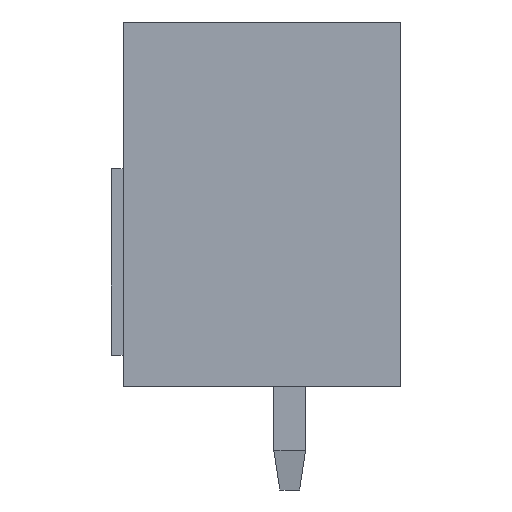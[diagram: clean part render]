
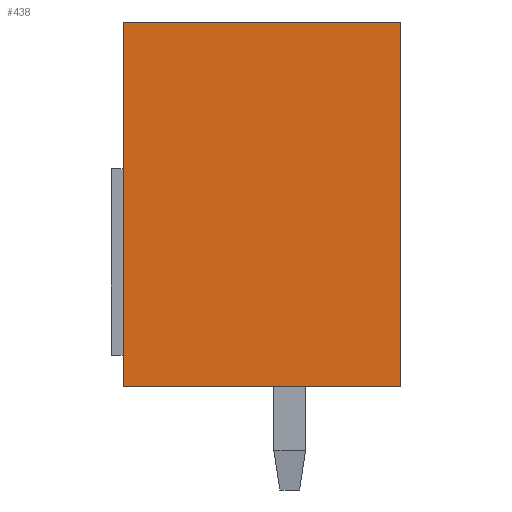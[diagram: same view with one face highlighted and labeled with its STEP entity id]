
A CAD part, left-side view. The second image highlights one B-rep face of the part: STEP entity #438.
In plain terms, the highlighted planar face has unit normal (-1, 0, 0).
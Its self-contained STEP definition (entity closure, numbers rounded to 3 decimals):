
#438 = ADVANCED_FACE( '', ( #1003 ), #1004, .T. );
#1003 = FACE_OUTER_BOUND( '', #1698, .T. );
#1004 = PLANE( '', #1699 );
#1698 = EDGE_LOOP( '', ( #2893, #2894, #2895, #2896 ) );
#1699 = AXIS2_PLACEMENT_3D( '', #2897, #2898, #2899 );
#2893 = ORIENTED_EDGE( '', *, *, #4459, .F. );
#2894 = ORIENTED_EDGE( '', *, *, #4434, .F. );
#2895 = ORIENTED_EDGE( '', *, *, #4460, .T. );
#2896 = ORIENTED_EDGE( '', *, *, #4461, .T. );
#2897 = CARTESIAN_POINT( '', ( 0., 7., 9.2 ) );
#2898 = DIRECTION( '', ( -1., 0., 0. ) );
#2899 = DIRECTION( '', ( 0., 0., 1. ) );
#4434 = EDGE_CURVE( '', #5459, #5461, #5462, .T. );
#4459 = EDGE_CURVE( '', #5461, #5494, #5495, .T. );
#4460 = EDGE_CURVE( '', #5459, #5496, #5497, .T. );
#4461 = EDGE_CURVE( '', #5496, #5494, #5498, .T. );
#5459 = VERTEX_POINT( '', #6854 );
#5461 = VERTEX_POINT( '', #6857 );
#5462 = LINE( '', #6858, #6859 );
#5494 = VERTEX_POINT( '', #6905 );
#5495 = LINE( '', #6906, #6907 );
#5496 = VERTEX_POINT( '', #6908 );
#5497 = LINE( '', #6909, #6910 );
#5498 = LINE( '', #6911, #6912 );
#6854 = CARTESIAN_POINT( '', ( 0., 7., 9.2 ) );
#6857 = CARTESIAN_POINT( '', ( 0., 0., 9.2 ) );
#6858 = CARTESIAN_POINT( '', ( 0., 7., 9.2 ) );
#6859 = VECTOR( '', #7824, 1000. );
#6905 = CARTESIAN_POINT( '', ( 0., 0., 0. ) );
#6906 = CARTESIAN_POINT( '', ( 0., 0., 9.2 ) );
#6907 = VECTOR( '', #7848, 1000. );
#6908 = CARTESIAN_POINT( '', ( 0., 7., 0. ) );
#6909 = CARTESIAN_POINT( '', ( 0., 7., 9.2 ) );
#6910 = VECTOR( '', #7849, 1000. );
#6911 = CARTESIAN_POINT( '', ( 0., 7., 0. ) );
#6912 = VECTOR( '', #7850, 1000. );
#7824 = DIRECTION( '', ( 0., -1., 0. ) );
#7848 = DIRECTION( '', ( 0., 0., -1. ) );
#7849 = DIRECTION( '', ( 0., 0., -1. ) );
#7850 = DIRECTION( '', ( 0., -1., 0. ) );
